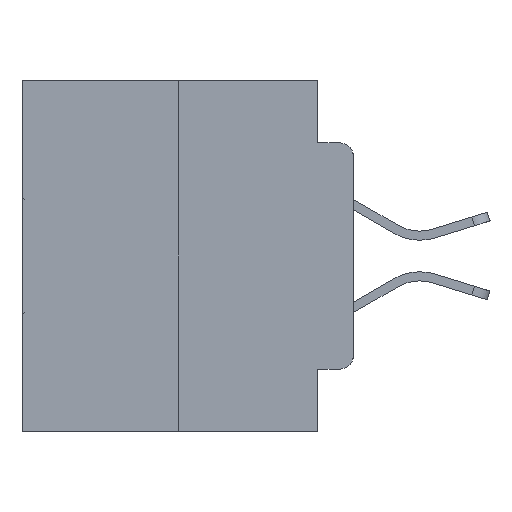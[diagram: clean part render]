
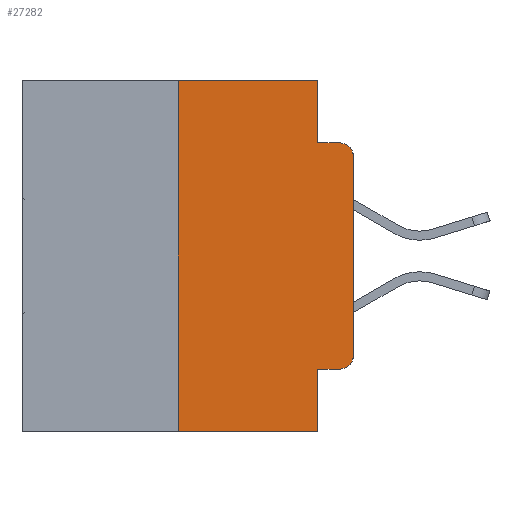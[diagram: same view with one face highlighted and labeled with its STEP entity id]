
A CAD part, left-side view. The second image highlights one B-rep face of the part: STEP entity #27282.
In plain terms, the highlighted planar face has unit normal (-1, 0, 0).
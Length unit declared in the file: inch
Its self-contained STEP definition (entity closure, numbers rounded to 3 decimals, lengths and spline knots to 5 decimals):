
#183 = EDGE_CURVE ( 'NONE', #21467, #10014, #11950, .T. ) ;
#227 = VERTEX_POINT ( 'NONE', #1383 ) ;
#313 = DIRECTION ( 'NONE',  ( -1., 0., 0. ) ) ;
#727 = ORIENTED_EDGE ( 'NONE', *, *, #11885, .F. ) ;
#1228 = LINE ( 'NONE', #13141, #18856 ) ;
#1383 = CARTESIAN_POINT ( 'NONE',  ( 0., 0.051, -0.4115 ) ) ;
#1755 = DIRECTION ( 'NONE',  ( 0., -1., 0. ) ) ;
#1841 = LINE ( 'NONE', #4400, #13395 ) ;
#1919 = DIRECTION ( 'NONE',  ( 0., 0., 1. ) ) ;
#2222 = ORIENTED_EDGE ( 'NONE', *, *, #4149, .T. ) ;
#2565 = EDGE_CURVE ( 'NONE', #17478, #11303, #12016, .T. ) ;
#2684 = FACE_OUTER_BOUND ( 'NONE', #16234, .T. ) ;
#3406 = VECTOR ( 'NONE', #20391, 39.37008 ) ;
#3699 = AXIS2_PLACEMENT_3D ( 'NONE', #10802, #28644, #15325 ) ;
#4149 = EDGE_CURVE ( 'NONE', #10760, #27048, #29329, .T. ) ;
#4400 = CARTESIAN_POINT ( 'NONE',  ( 0., 0.051, 0. ) ) ;
#4722 = EDGE_CURVE ( 'NONE', #227, #21467, #15423, .T. ) ;
#4825 = VECTOR ( 'NONE', #23816, 39.37008 ) ;
#5291 = CARTESIAN_POINT ( 'NONE',  ( 0., 0.051, -0.0885 ) ) ;
#5543 = ORIENTED_EDGE ( 'NONE', *, *, #10397, .F. ) ;
#5599 = DIRECTION ( 'NONE',  ( 0., -1., 0. ) ) ;
#5871 = CARTESIAN_POINT ( 'NONE',  ( 0., 0.02, -0.0885 ) ) ;
#7369 = CARTESIAN_POINT ( 'NONE',  ( 0., 0.051, 0. ) ) ;
#8076 = CARTESIAN_POINT ( 'NONE',  ( 0., 0.051, 0. ) ) ;
#8145 = CARTESIAN_POINT ( 'NONE',  ( 0., 0.25, 0. ) ) ;
#9029 = CARTESIAN_POINT ( 'NONE',  ( 0., 0., 0. ) ) ;
#9685 = DIRECTION ( 'NONE',  ( 0., 0., -1. ) ) ;
#10014 = VERTEX_POINT ( 'NONE', #25304 ) ;
#10265 = ORIENTED_EDGE ( 'NONE', *, *, #2565, .T. ) ;
#10397 = EDGE_CURVE ( 'NONE', #26320, #11303, #15634, .T. ) ;
#10760 = VERTEX_POINT ( 'NONE', #23737 ) ;
#10802 = CARTESIAN_POINT ( 'NONE',  ( 0., 0.473, 0. ) ) ;
#11114 = CARTESIAN_POINT ( 'NONE',  ( 0., 0.051, -0.4115 ) ) ;
#11303 = VERTEX_POINT ( 'NONE', #5871 ) ;
#11400 = LINE ( 'NONE', #9029, #22645 ) ;
#11885 = EDGE_CURVE ( 'NONE', #20800, #26320, #28110, .T. ) ;
#11950 = CIRCLE ( 'NONE', #26874, 0.02 ) ;
#12016 = CIRCLE ( 'NONE', #16894, 0.02 ) ;
#13141 = CARTESIAN_POINT ( 'NONE',  ( 0., 0.473, 0. ) ) ;
#13361 = VECTOR ( 'NONE', #1919, 39.37008 ) ;
#13395 = VECTOR ( 'NONE', #18124, 39.37008 ) ;
#13613 = DIRECTION ( 'NONE',  ( 0., 0., -1. ) ) ;
#13676 = DIRECTION ( 'NONE',  ( -1., 0., 0. ) ) ;
#13758 = ORIENTED_EDGE ( 'NONE', *, *, #20457, .F. ) ;
#14186 = CARTESIAN_POINT ( 'NONE',  ( 0., 0.02, -0.1085 ) ) ;
#15178 = ORIENTED_EDGE ( 'NONE', *, *, #15285, .F. ) ;
#15230 = PLANE ( 'NONE',  #3699 ) ;
#15285 = EDGE_CURVE ( 'NONE', #227, #27048, #1841, .T. ) ;
#15325 = DIRECTION ( 'NONE',  ( 0., 0., -1. ) ) ;
#15421 = DIRECTION ( 'NONE',  ( 0., -1., 0. ) ) ;
#15423 = LINE ( 'NONE', #11114, #26596 ) ;
#15634 = LINE ( 'NONE', #18136, #3406 ) ;
#16234 = EDGE_LOOP ( 'NONE', ( #27382, #10265, #5543, #727, #13758, #19806, #2222, #15178, #27061, #25312 ) ) ;
#16465 = CARTESIAN_POINT ( 'NONE',  ( 0., 0.02, -0.4115 ) ) ;
#16894 = AXIS2_PLACEMENT_3D ( 'NONE', #14186, #313, #9685 ) ;
#17478 = VERTEX_POINT ( 'NONE', #26451 ) ;
#18009 = CARTESIAN_POINT ( 'NONE',  ( 0., 0.02, -0.3915 ) ) ;
#18124 = DIRECTION ( 'NONE',  ( 0., 0., -1. ) ) ;
#18136 = CARTESIAN_POINT ( 'NONE',  ( 0., 0.051, -0.0885 ) ) ;
#18644 = VERTEX_POINT ( 'NONE', #8145 ) ;
#18856 = VECTOR ( 'NONE', #15421, 39.37008 ) ;
#19254 = CARTESIAN_POINT ( 'NONE',  ( 0., 0.473, -0.5 ) ) ;
#19806 = ORIENTED_EDGE ( 'NONE', *, *, #23209, .F. ) ;
#20391 = DIRECTION ( 'NONE',  ( 0., -1., 0. ) ) ;
#20457 = EDGE_CURVE ( 'NONE', #18644, #20800, #1228, .T. ) ;
#20800 = VERTEX_POINT ( 'NONE', #7369 ) ;
#21467 = VERTEX_POINT ( 'NONE', #16465 ) ;
#22645 = VECTOR ( 'NONE', #24685, 39.37008 ) ;
#23209 = EDGE_CURVE ( 'NONE', #10760, #18644, #25961, .T. ) ;
#23468 = CARTESIAN_POINT ( 'NONE',  ( 0., 0.051, -0.5 ) ) ;
#23511 = VECTOR ( 'NONE', #5599, 39.37008 ) ;
#23737 = CARTESIAN_POINT ( 'NONE',  ( 0., 0.25, -0.5 ) ) ;
#23816 = DIRECTION ( 'NONE',  ( 0., 0., -1. ) ) ;
#24685 = DIRECTION ( 'NONE',  ( 0., 0., 1. ) ) ;
#25304 = CARTESIAN_POINT ( 'NONE',  ( 0., 0., -0.3915 ) ) ;
#25312 = ORIENTED_EDGE ( 'NONE', *, *, #183, .T. ) ;
#25961 = LINE ( 'NONE', #28980, #13361 ) ;
#26320 = VERTEX_POINT ( 'NONE', #5291 ) ;
#26451 = CARTESIAN_POINT ( 'NONE',  ( 0., 0., -0.1085 ) ) ;
#26596 = VECTOR ( 'NONE', #1755, 39.37008 ) ;
#26874 = AXIS2_PLACEMENT_3D ( 'NONE', #18009, #13676, #13613 ) ;
#27048 = VERTEX_POINT ( 'NONE', #23468 ) ;
#27061 = ORIENTED_EDGE ( 'NONE', *, *, #4722, .T. ) ;
#27282 = ADVANCED_FACE ( 'NONE', ( #2684 ), #15230, .F. ) ;
#27382 = ORIENTED_EDGE ( 'NONE', *, *, #27414, .T. ) ;
#27414 = EDGE_CURVE ( 'NONE', #10014, #17478, #11400, .T. ) ;
#28110 = LINE ( 'NONE', #8076, #4825 ) ;
#28644 = DIRECTION ( 'NONE',  ( 1., 0., 0. ) ) ;
#28980 = CARTESIAN_POINT ( 'NONE',  ( 0., 0.25, 0. ) ) ;
#29329 = LINE ( 'NONE', #19254, #23511 ) ;
